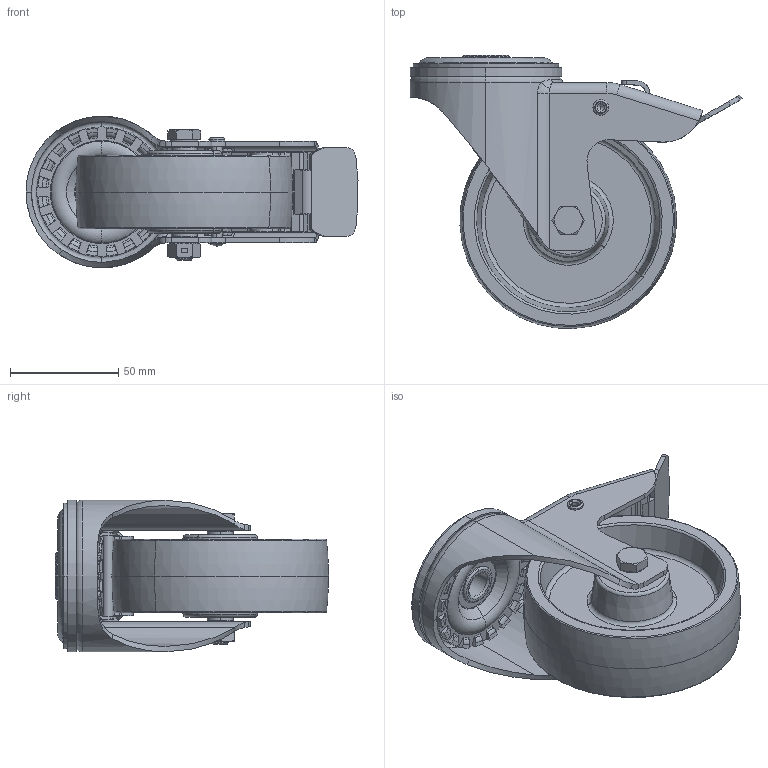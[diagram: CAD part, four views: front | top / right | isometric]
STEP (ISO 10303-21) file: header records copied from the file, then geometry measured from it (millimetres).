
FILE_DESCRIPTION (( 'STEP AP214' ), '1' );
FILE_NAME ('0056116.step', '2023-06-30T08:38:01', ( '' ), ( '' ), 'SwSTEP 2.0', 'SolidWorks 2020', '' );
FILE_SCHEMA (( 'AUTOMOTIVE_DESIGN' ));
Length unit declared in the file: millimetre
Products named in the file (1): 0056116
Bounding box: 153.13 x 125.94 x 70 mm (x, y, z)
Volume: 218372.4 mm3; surface area: 110144.8 mm2
Topology: 11 solids, 12 shells, 969 faces, 2387 edges, 1458 vertices
Faces by surface type: plane 328, cylinder 238, torus 191, cone 126, bspline 84, sphere 2
Entity records: 49018 total; most frequent: CARTESIAN_POINT 16343, ORIENTED_EDGE 4768, DIRECTION 4315, EDGE_CURVE 2384, AXIS2_PLACEMENT_3D 1725, VERTEX_POINT 1458, EDGE_LOOP 1024, UNCERTAINTY_MEASURE_WITH_UNIT 982
